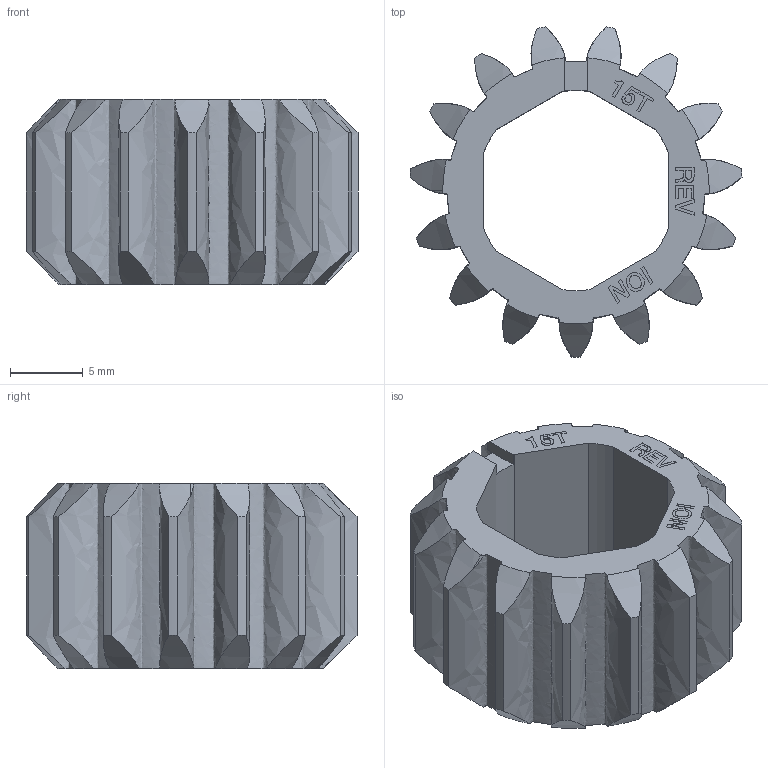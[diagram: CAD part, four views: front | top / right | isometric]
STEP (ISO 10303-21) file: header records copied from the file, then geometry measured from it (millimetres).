
FILE_DESCRIPTION (( 'STEP AP214' ), '1' );
FILE_NAME ('REV-21-3362.STEP', '2025-10-06T22:25:54', ( '' ), ( '' ), 'SwSTEP 2.0', 'SolidWorks 2022', '' );
FILE_SCHEMA (( 'AUTOMOTIVE_DESIGN' ));
Length unit declared in the file: millimetre
Products named in the file (1): REV-21-3362
Bounding box: 22.79 x 22.67 x 12.7 mm (x, y, z)
Volume: 2431.7 mm3; surface area: 2177 mm2
Topology: 1 solids, 1 shells, 185 faces, 519 edges, 346 vertices
Faces by surface type: plane 92, bspline 40, cone 32, cylinder 21
Entity records: 11187 total; most frequent: CARTESIAN_POINT 5615, ORIENTED_EDGE 1038, DIRECTION 713, EDGE_CURVE 519, VERTEX_POINT 346, LINE 269, VECTOR 269, AXIS2_PLACEMENT_3D 222
